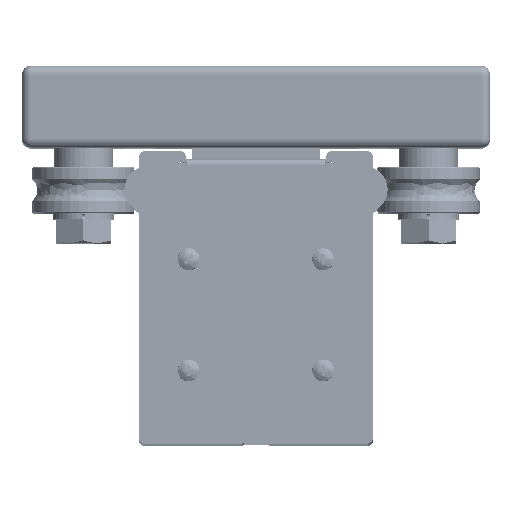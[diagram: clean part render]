
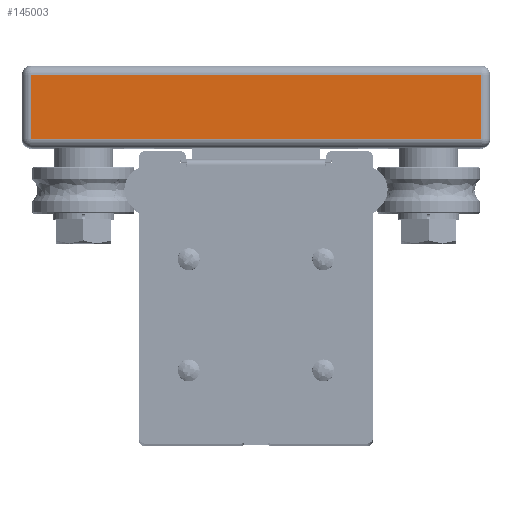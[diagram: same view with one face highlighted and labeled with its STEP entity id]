
A CAD part, top view. The second image highlights one B-rep face of the part: STEP entity #145003.
In plain terms, the highlighted planar face has unit normal (0, 0, 1).
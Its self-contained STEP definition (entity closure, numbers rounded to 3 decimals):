
#21802 = CARTESIAN_POINT ( 'NONE',  ( -80., 57.45, 93. ) ) ;
#49417 = DIRECTION ( 'NONE',  ( 0., 1., 0. ) ) ;
#61837 = CARTESIAN_POINT ( 'NONE',  ( -77., 82.45, 93. ) ) ;
#67425 = EDGE_CURVE ( 'NONE', #152339, #189070, #220191, .T. ) ;
#73242 = VECTOR ( 'NONE', #224053, 1000. ) ;
#82607 = CARTESIAN_POINT ( 'NONE',  ( -80., 60.45, 93. ) ) ;
#85343 = EDGE_LOOP ( 'NONE', ( #140700, #168099, #136434, #122703 ) ) ;
#89638 = CARTESIAN_POINT ( 'NONE',  ( -77., 60.45, 93. ) ) ;
#91032 = EDGE_CURVE ( 'NONE', #222171, #152339, #255128, .T. ) ;
#112981 = DIRECTION ( 'NONE',  ( -1., 0., 0. ) ) ;
#122703 = ORIENTED_EDGE ( 'NONE', *, *, #91032, .T. ) ;
#130307 = CARTESIAN_POINT ( 'NONE',  ( 77., 57.45, 93. ) ) ;
#133789 = CARTESIAN_POINT ( 'NONE',  ( 77., 60.45, 93. ) ) ;
#136434 = ORIENTED_EDGE ( 'NONE', *, *, #141376, .T. ) ;
#140700 = ORIENTED_EDGE ( 'NONE', *, *, #67425, .T. ) ;
#141376 = EDGE_CURVE ( 'NONE', #259971, #222171, #273279, .T. ) ;
#143192 = DIRECTION ( 'NONE',  ( 0., -1., 0. ) ) ;
#145003 = ADVANCED_FACE ( 'NONE', ( #153487 ), #222183, .F. ) ;
#148053 = EDGE_CURVE ( 'NONE', #189070, #259971, #243924, .T. ) ;
#152339 = VERTEX_POINT ( 'NONE', #89638 ) ;
#153487 = FACE_OUTER_BOUND ( 'NONE', #85343, .T. ) ;
#168099 = ORIENTED_EDGE ( 'NONE', *, *, #148053, .T. ) ;
#180403 = AXIS2_PLACEMENT_3D ( 'NONE', #21802, #199789, #112981 ) ;
#187479 = VECTOR ( 'NONE', #143192, 1000. ) ;
#189070 = VERTEX_POINT ( 'NONE', #133789 ) ;
#193866 = VECTOR ( 'NONE', #49417, 1000. ) ;
#199789 = DIRECTION ( 'NONE',  ( 0., 0., -1. ) ) ;
#201238 = CARTESIAN_POINT ( 'NONE',  ( 77., 82.45, 93. ) ) ;
#220191 = LINE ( 'NONE', #82607, #277350 ) ;
#222171 = VERTEX_POINT ( 'NONE', #61837 ) ;
#222183 = PLANE ( 'NONE',  #180403 ) ;
#224053 = DIRECTION ( 'NONE',  ( -1., 0., 0. ) ) ;
#228431 = CARTESIAN_POINT ( 'NONE',  ( -80., 82.45, 93. ) ) ;
#243924 = LINE ( 'NONE', #130307, #193866 ) ;
#255128 = LINE ( 'NONE', #256587, #187479 ) ;
#256587 = CARTESIAN_POINT ( 'NONE',  ( -77., 57.45, 93. ) ) ;
#259971 = VERTEX_POINT ( 'NONE', #201238 ) ;
#273279 = LINE ( 'NONE', #228431, #73242 ) ;
#277350 = VECTOR ( 'NONE', #287355, 1000. ) ;
#287355 = DIRECTION ( 'NONE',  ( 1., 0., 0. ) ) ;
